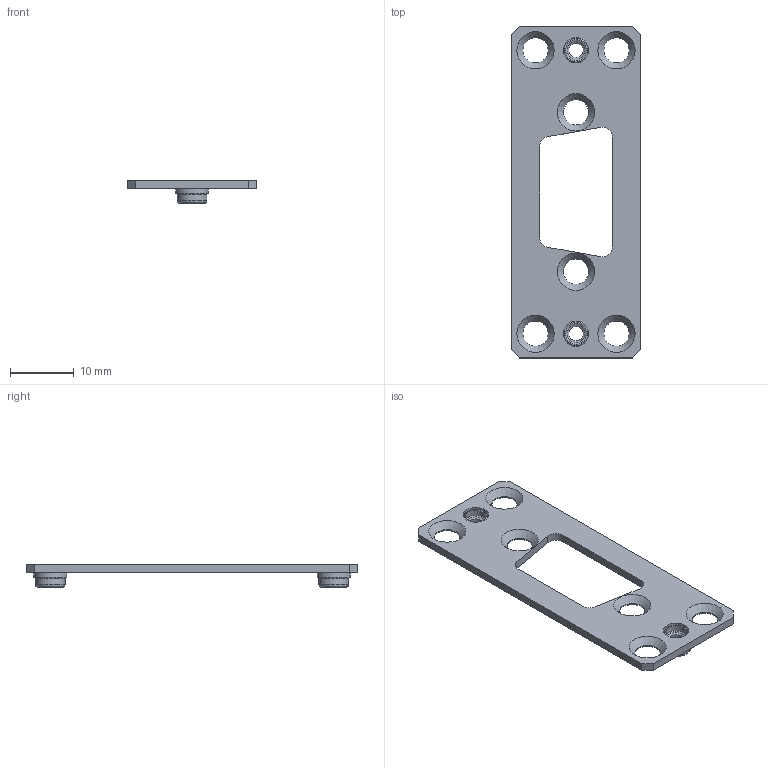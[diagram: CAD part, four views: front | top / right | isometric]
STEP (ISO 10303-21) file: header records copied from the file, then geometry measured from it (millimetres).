
FILE_DESCRIPTION(/* description */ (''),/* implementation_level */ '2;1');
FILE_NAME(/* name */ '827-3762-005',/* time_stamp */ '2000-02-03T11:31:39-06:00',/* author */ (''),/* organization */ (''),/* preprocessor_version */ 'ST-DEVELOPER 1.6',/* originating_system */ 'UNIGRAPHICS SOLUTIONS - UNIGRAPHICS 15.0',/* authorisation */ '');
FILE_SCHEMA (('CONFIG_CONTROL_DESIGN'));
Length unit declared in the file: inch
Products named in the file (2): 333-0839-000; 827-3762-005
Assembly tree (2 placements, depth 2):
  827-3762-005
    333-0839-000  x2
Bounding box: 20.32 x 52.07 x 3.56 mm (x, y, z)
Volume: 979.5 mm3; surface area: 2110.8 mm2
Topology: 5 solids, 5 shells, 66 faces, 156 edges, 102 vertices
Faces by surface type: cylinder 26, plane 24, cone 12, torus 4
Full cylindrical faces by diameter (mm): 2.261 x4, 2.845 x2, 3.302 x2, 3.962 x8, 4.064 x2, 4.623 x2, 5.156 x2
Entity records: 1543 total; most frequent: DIRECTION 238, CARTESIAN_POINT 210, ORIENTED_EDGE 174, AXIS2_PLACEMENT_3D 99, EDGE_LOOP 98, FACE_BOUND 98, EDGE_CURVE 87, VERTEX_POINT 71
